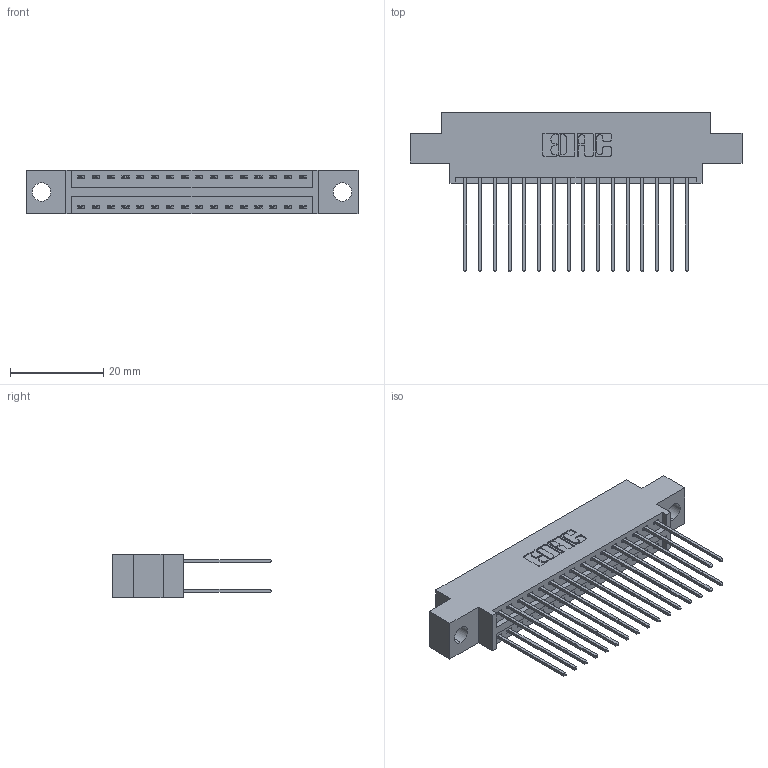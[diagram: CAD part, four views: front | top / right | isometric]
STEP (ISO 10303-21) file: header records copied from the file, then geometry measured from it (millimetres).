
FILE_DESCRIPTION (( 'STEP AP203' ), '1' );
FILE_NAME ('396-032-541-804.STEP', '2019-11-01T20:04:59', ( '' ), ( '' ), 'SwSTEP 2.0', 'SolidWorks 2016', '' );
FILE_SCHEMA (( 'CONFIG_CONTROL_DESIGN' ));
Length unit declared in the file: inch
Products named in the file (3): 346 Part_0.170 Offset - 0.156 Dia-TH; 345-292-001_345-293-141; 396-032-541-804
Assembly tree (33 placements, depth 2):
  396-032-541-804
    346 Part_0.170 Offset - 0.156 Dia-TH
    345-292-001_345-293-141  x32
Bounding box: 71.37 x 34.29 x 9.4 mm (x, y, z)
Volume: 6699 mm3; surface area: 9673 mm2
Topology: 33 solids, 33 shells, 1790 faces, 5301 edges, 3490 vertices
Faces by surface type: plane 1200, cylinder 590
Entity records: 14095 total; most frequent: CARTESIAN_POINT 2360, ORIENTED_EDGE 2294, DIRECTION 2131, EDGE_CURVE 1147, VECTOR 951, LINE 951, VERTEX_POINT 762, AXIS2_PLACEMENT_3D 590
